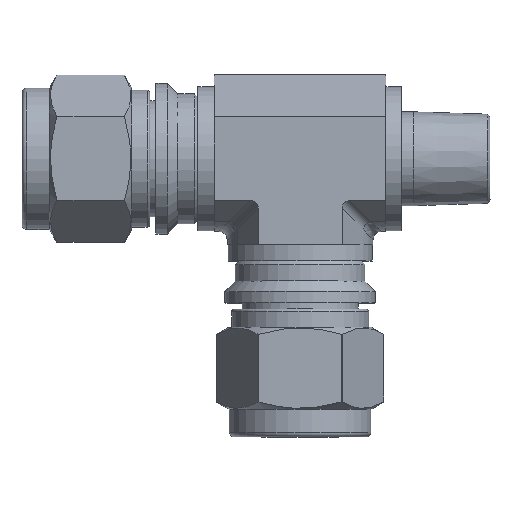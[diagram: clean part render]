
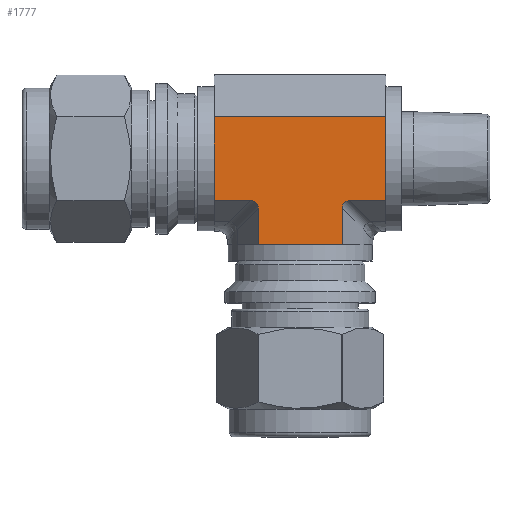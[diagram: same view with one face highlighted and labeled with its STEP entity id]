
A CAD part, top view. The second image highlights one B-rep face of the part: STEP entity #1777.
In plain terms, the highlighted planar face has unit normal (0, 0, 1).
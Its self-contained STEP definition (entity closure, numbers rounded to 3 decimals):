
#20=ELLIPSE('',#1980,1.291,1.);
#27=ELLIPSE('',#1998,1.291,1.);
#320=FACE_OUTER_BOUND('',#447,.T.);
#447=EDGE_LOOP('',(#1573,#1574,#1575,#1576,#1577,#1578,#1579,#1580,#1581,
#1582));
#533=LINE('',#3105,#644);
#541=LINE('',#3162,#652);
#546=LINE('',#3173,#657);
#547=LINE('',#3178,#658);
#552=LINE('',#3187,#663);
#559=LINE('',#3206,#670);
#563=LINE('',#3216,#674);
#567=LINE('',#3225,#678);
#644=VECTOR('',#2467,10.);
#652=VECTOR('',#2493,10.);
#657=VECTOR('',#2506,10.);
#658=VECTOR('',#2511,10.);
#663=VECTOR('',#2518,10.);
#670=VECTOR('',#2539,10.);
#674=VECTOR('',#2547,10.);
#678=VECTOR('',#2555,10.);
#823=VERTEX_POINT('',#3044);
#824=VERTEX_POINT('',#3045);
#834=VERTEX_POINT('',#3104);
#841=VERTEX_POINT('',#3152);
#842=VERTEX_POINT('',#3154);
#844=VERTEX_POINT('',#3160);
#848=VERTEX_POINT('',#3177);
#851=VERTEX_POINT('',#3185);
#856=VERTEX_POINT('',#3205);
#860=VERTEX_POINT('',#3215);
#1048=EDGE_CURVE('',#823,#824,#20,.T.);
#1063=EDGE_CURVE('',#834,#824,#533,.T.);
#1073=EDGE_CURVE('',#841,#842,#27,.T.);
#1077=EDGE_CURVE('',#844,#841,#541,.T.);
#1083=EDGE_CURVE('',#844,#834,#546,.T.);
#1085=EDGE_CURVE('',#848,#842,#547,.T.);
#1090=EDGE_CURVE('',#823,#851,#552,.T.);
#1099=EDGE_CURVE('',#856,#848,#559,.T.);
#1104=EDGE_CURVE('',#860,#851,#563,.T.);
#1109=EDGE_CURVE('',#856,#860,#567,.T.);
#1573=ORIENTED_EDGE('',*,*,#1090,.T.);
#1574=ORIENTED_EDGE('',*,*,#1104,.F.);
#1575=ORIENTED_EDGE('',*,*,#1109,.F.);
#1576=ORIENTED_EDGE('',*,*,#1099,.T.);
#1577=ORIENTED_EDGE('',*,*,#1085,.T.);
#1578=ORIENTED_EDGE('',*,*,#1073,.F.);
#1579=ORIENTED_EDGE('',*,*,#1077,.F.);
#1580=ORIENTED_EDGE('',*,*,#1083,.T.);
#1581=ORIENTED_EDGE('',*,*,#1063,.T.);
#1582=ORIENTED_EDGE('',*,*,#1048,.F.);
#1672=PLANE('',#2017);
#1777=ADVANCED_FACE('',(#320),#1672,.T.);
#1980=AXIS2_PLACEMENT_3D('',#3046,#2437,#2438);
#1998=AXIS2_PLACEMENT_3D('',#3155,#2486,#2487);
#2017=AXIS2_PLACEMENT_3D('',#3224,#2553,#2554);
#2437=DIRECTION('center_axis',(0.,0.,
1.));
#2438=DIRECTION('ref_axis',(-0.707,0.707,0.));
#2467=DIRECTION('',(0.,1.,0.));
#2486=DIRECTION('center_axis',(0.,0.,
1.));
#2487=DIRECTION('ref_axis',(0.707,0.707,0.));
#2493=DIRECTION('',(0.,1.,0.));
#2506=DIRECTION('',(1.,0.,0.));
#2511=DIRECTION('',(1.,0.,0.));
#2518=DIRECTION('',(1.,0.,0.));
#2539=DIRECTION('',(0.,-1.,0.));
#2547=DIRECTION('',(0.,-1.,0.));
#2553=DIRECTION('center_axis',(0.,0.,
1.));
#2554=DIRECTION('ref_axis',(0.,-1.,0.));
#2555=DIRECTION('',(1.,0.,0.));
#3044=CARTESIAN_POINT('',(5.456,-4.59,7.95));
#3045=CARTESIAN_POINT('',(4.59,-5.456,7.95));
#3046=CARTESIAN_POINT('Origin',(5.745,-5.745,7.95));
#3104=CARTESIAN_POINT('',(4.59,-9.4,7.95));
#3105=CARTESIAN_POINT('',(4.59,-9.4,7.95));
#3152=CARTESIAN_POINT('',(-4.59,-5.456,7.95));
#3154=CARTESIAN_POINT('',(-5.456,-4.59,7.95));
#3155=CARTESIAN_POINT('Origin',(-5.745,-5.745,7.95));
#3160=CARTESIAN_POINT('',(-4.59,-9.4,7.95));
#3162=CARTESIAN_POINT('',(-4.59,-9.4,7.95));
#3173=CARTESIAN_POINT('',(-4.59,-9.4,7.95));
#3177=CARTESIAN_POINT('',(-9.4,-4.59,7.95));
#3178=CARTESIAN_POINT('',(-9.4,-4.59,7.95));
#3185=CARTESIAN_POINT('',(9.4,-4.59,7.95));
#3187=CARTESIAN_POINT('',(-9.4,-4.59,7.95));
#3205=CARTESIAN_POINT('',(-9.4,4.59,7.95));
#3206=CARTESIAN_POINT('',(-9.4,4.59,7.95));
#3215=CARTESIAN_POINT('',(9.4,4.59,7.95));
#3216=CARTESIAN_POINT('',(9.4,2.602,7.95));
#3224=CARTESIAN_POINT('Origin',(-9.4,4.59,7.95));
#3225=CARTESIAN_POINT('',(-9.4,4.59,7.95));
